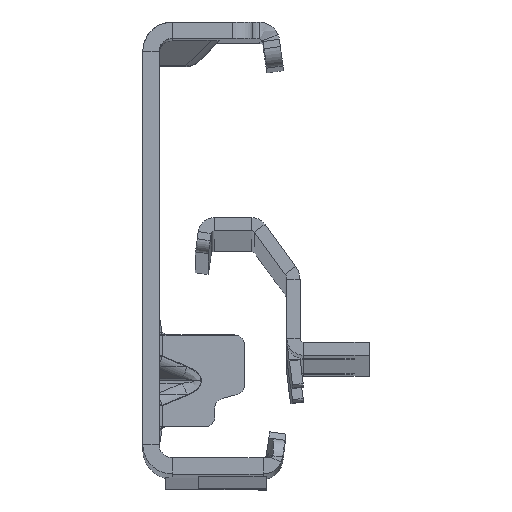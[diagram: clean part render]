
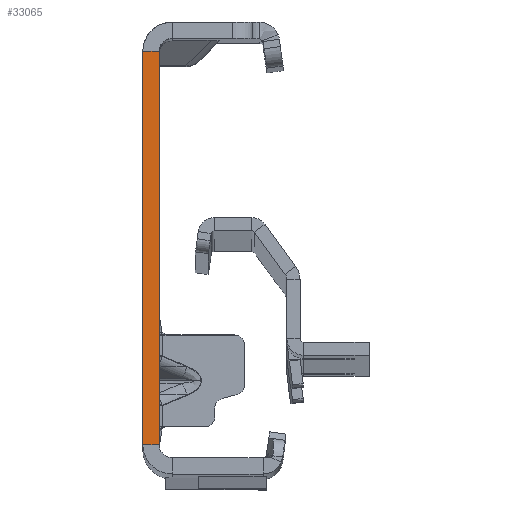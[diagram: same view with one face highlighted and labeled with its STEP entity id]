
A CAD part, top view. The second image highlights one B-rep face of the part: STEP entity #33065.
In plain terms, the highlighted planar face has unit normal (0, 0, 1).
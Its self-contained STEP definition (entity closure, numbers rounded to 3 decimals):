
#2023 = ORIENTED_EDGE ( 'NONE', *, *, #30298, .F. ) ;
#3233 = VECTOR ( 'NONE', #38330, 1000. ) ;
#3791 = CARTESIAN_POINT ( 'NONE',  ( 0., -30., 0. ) ) ;
#5581 = CARTESIAN_POINT ( 'NONE',  ( -2.5, 30., 0. ) ) ;
#9220 = AXIS2_PLACEMENT_3D ( 'NONE', #37897, #29046, #49243 ) ;
#9644 = LINE ( 'NONE', #12444, #46958 ) ;
#10641 = PLANE ( 'NONE',  #9220 ) ;
#12043 = VERTEX_POINT ( 'NONE', #5581 ) ;
#12444 = CARTESIAN_POINT ( 'NONE',  ( 0., -32., 0. ) ) ;
#14156 = DIRECTION ( 'NONE',  ( 0., -1., 0. ) ) ;
#15286 = EDGE_CURVE ( 'NONE', #24101, #12043, #25554, .T. ) ;
#15638 = LINE ( 'NONE', #3791, #3233 ) ;
#15879 = CARTESIAN_POINT ( 'NONE',  ( -2.5, -30., 0. ) ) ;
#17912 = EDGE_CURVE ( 'NONE', #24101, #23282, #9644, .T. ) ;
#18024 = CARTESIAN_POINT ( 'NONE',  ( 0., 30., 0. ) ) ;
#20516 = EDGE_CURVE ( 'NONE', #12043, #30308, #44390, .T. ) ;
#20993 = CARTESIAN_POINT ( 'NONE',  ( 0., 30., 0. ) ) ;
#23282 = VERTEX_POINT ( 'NONE', #29527 ) ;
#24101 = VERTEX_POINT ( 'NONE', #20993 ) ;
#25245 = ORIENTED_EDGE ( 'NONE', *, *, #17912, .F. ) ;
#25554 = LINE ( 'NONE', #18024, #41856 ) ;
#26949 = ORIENTED_EDGE ( 'NONE', *, *, #20516, .T. ) ;
#27673 = VECTOR ( 'NONE', #14156, 1000. ) ;
#27677 = ORIENTED_EDGE ( 'NONE', *, *, #15286, .T. ) ;
#29046 = DIRECTION ( 'NONE',  ( 0., 0., 1. ) ) ;
#29527 = CARTESIAN_POINT ( 'NONE',  ( 0., -30., 0. ) ) ;
#30298 = EDGE_CURVE ( 'NONE', #23282, #30308, #15638, .T. ) ;
#30308 = VERTEX_POINT ( 'NONE', #15879 ) ;
#31610 = DIRECTION ( 'NONE',  ( 0., -1., 0. ) ) ;
#33065 = ADVANCED_FACE ( 'NONE', ( #41669 ), #10641, .T. ) ;
#36859 = CARTESIAN_POINT ( 'NONE',  ( -2.5, -32., 0. ) ) ;
#37897 = CARTESIAN_POINT ( 'NONE',  ( -2.5, -32., 0. ) ) ;
#38330 = DIRECTION ( 'NONE',  ( -1., 0., 0. ) ) ;
#40941 = EDGE_LOOP ( 'NONE', ( #25245, #27677, #26949, #2023 ) ) ;
#41669 = FACE_OUTER_BOUND ( 'NONE', #40941, .T. ) ;
#41856 = VECTOR ( 'NONE', #47489, 1000. ) ;
#44390 = LINE ( 'NONE', #36859, #27673 ) ;
#46958 = VECTOR ( 'NONE', #31610, 1000. ) ;
#47489 = DIRECTION ( 'NONE',  ( -1., 0., 0. ) ) ;
#49243 = DIRECTION ( 'NONE',  ( 1., 0., 0. ) ) ;
